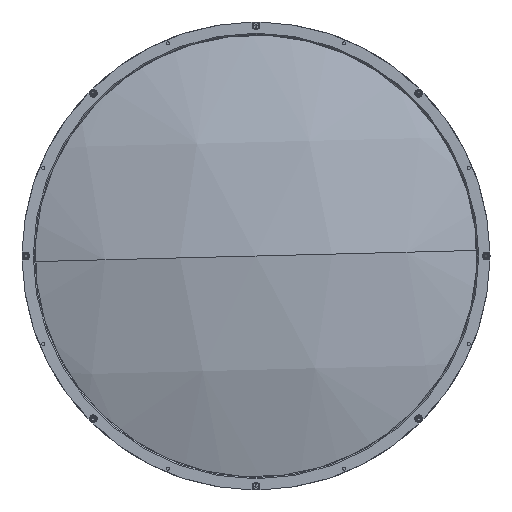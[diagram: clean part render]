
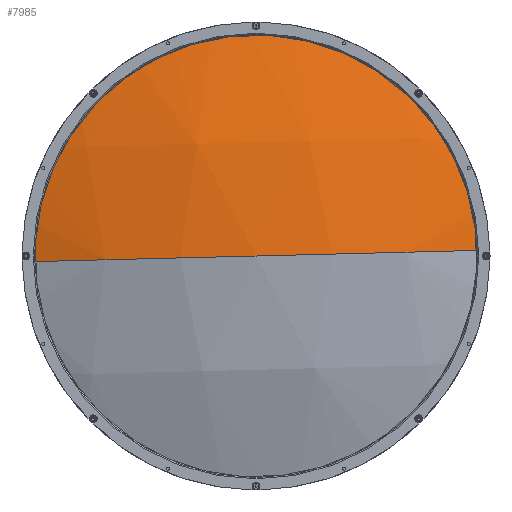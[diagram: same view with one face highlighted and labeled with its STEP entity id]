
A CAD part, left-side view. The second image highlights one B-rep face of the part: STEP entity #7985.
In plain terms, the highlighted spherical face has radius 527.92 mm.
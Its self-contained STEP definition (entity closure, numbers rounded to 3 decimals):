
#20 = CARTESIAN_POINT ( 'NONE',  ( 28.634, 0., 0. ) ) ;
#304 = CIRCLE ( 'NONE', #9989, 180. ) ;
#456 = AXIS2_PLACEMENT_3D ( 'NONE', #9611, #2159, #10858 ) ;
#1288 = DIRECTION ( 'NONE',  ( 0., 0.025, 1. ) ) ;
#2159 = DIRECTION ( 'NONE',  ( 0., 0.025, 1. ) ) ;
#2635 = SPHERICAL_SURFACE ( 'NONE', #7155, 527.92 ) ;
#2922 = ORIENTED_EDGE ( 'NONE', *, *, #8223, .T. ) ;
#3698 = EDGE_CURVE ( 'NONE', #6066, #15214, #8882, .T. ) ;
#4570 = CARTESIAN_POINT ( 'NONE',  ( -3., 0., 0. ) ) ;
#5153 = FACE_OUTER_BOUND ( 'NONE', #8313, .T. ) ;
#6066 = VERTEX_POINT ( 'NONE', #11228 ) ;
#6186 = CARTESIAN_POINT ( 'NONE',  ( 524.92, 0., 0. ) ) ;
#7155 = AXIS2_PLACEMENT_3D ( 'NONE', #14426, #15657, #8204 ) ;
#7431 = DIRECTION ( 'NONE',  ( 0., 1., -0.025 ) ) ;
#7985 = ADVANCED_FACE ( 'NONE', ( #5153 ), #2635, .T. ) ;
#8204 = DIRECTION ( 'NONE',  ( 0., -1., 0.025 ) ) ;
#8223 = EDGE_CURVE ( 'NONE', #10817, #6066, #304, .T. ) ;
#8313 = EDGE_LOOP ( 'NONE', ( #2922, #11347, #15972 ) ) ;
#8738 = DIRECTION ( 'NONE',  ( -1., 0., 0. ) ) ;
#8882 = CIRCLE ( 'NONE', #456, 527.92 ) ;
#9611 = CARTESIAN_POINT ( 'NONE',  ( 524.92, 0., 0. ) ) ;
#9938 = EDGE_CURVE ( 'NONE', #10817, #15214, #10776, .T. ) ;
#9989 = AXIS2_PLACEMENT_3D ( 'NONE', #20, #8738, #1288 ) ;
#10776 = CIRCLE ( 'NONE', #13657, 527.92 ) ;
#10817 = VERTEX_POINT ( 'NONE', #11291 ) ;
#10858 = DIRECTION ( 'NONE',  ( 0., -1., 0.025 ) ) ;
#11228 = CARTESIAN_POINT ( 'NONE',  ( 28.634, 179.943, -4.542 ) ) ;
#11291 = CARTESIAN_POINT ( 'NONE',  ( 28.634, -179.943, 4.542 ) ) ;
#11347 = ORIENTED_EDGE ( 'NONE', *, *, #3698, .T. ) ;
#13657 = AXIS2_PLACEMENT_3D ( 'NONE', #6186, #14903, #7431 ) ;
#14426 = CARTESIAN_POINT ( 'NONE',  ( 524.92, 0., 0. ) ) ;
#14903 = DIRECTION ( 'NONE',  ( 0., -0.025, -1. ) ) ;
#15214 = VERTEX_POINT ( 'NONE', #4570 ) ;
#15657 = DIRECTION ( 'NONE',  ( 0., 0.025, 1. ) ) ;
#15972 = ORIENTED_EDGE ( 'NONE', *, *, #9938, .F. ) ;
